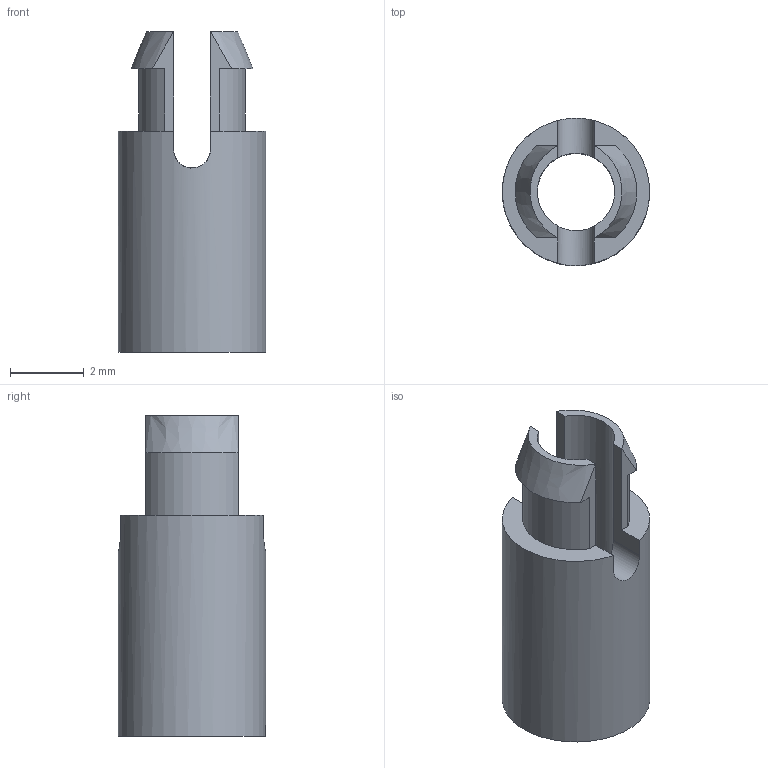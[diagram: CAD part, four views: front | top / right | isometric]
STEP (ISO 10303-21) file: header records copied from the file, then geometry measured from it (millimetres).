
FILE_DESCRIPTION(/* description */ ('Unknown'),/* implementation_level */ '2;1');
FILE_NAME(/* name */ '702919000',/* time_stamp */ '2019-01-18T13:30:39+01:00',/* author */ ('Unknown'),/* organization */ ('Unknown'),/* preprocessor_version */ 'ST-DEVELOPER v16.7',/* originating_system */ 'DEX',/* authorisation */ $);
FILE_SCHEMA (('AUTOMOTIVE_DESIGN {1 0 10303 214 3 1 1}'));
Length unit declared in the file: millimetre
Products named in the file (1): 702919000
Bounding box: 4 x 4 x 8.7 mm (x, y, z)
Volume: 59.1 mm3; surface area: 167.8 mm2
Topology: 1 solids, 1 shells, 23 faces, 62 edges, 40 vertices
Faces by surface type: plane 15, cylinder 6, bspline 2
Full cylindrical faces by diameter (mm): 2.1 x1, 4 x1
Entity records: 812 total; most frequent: CARTESIAN_POINT 222, ORIENTED_EDGE 116, DIRECTION 112, EDGE_CURVE 58, LINE 40, VECTOR 40, VERTEX_POINT 38, AXIS2_PLACEMENT_3D 36
